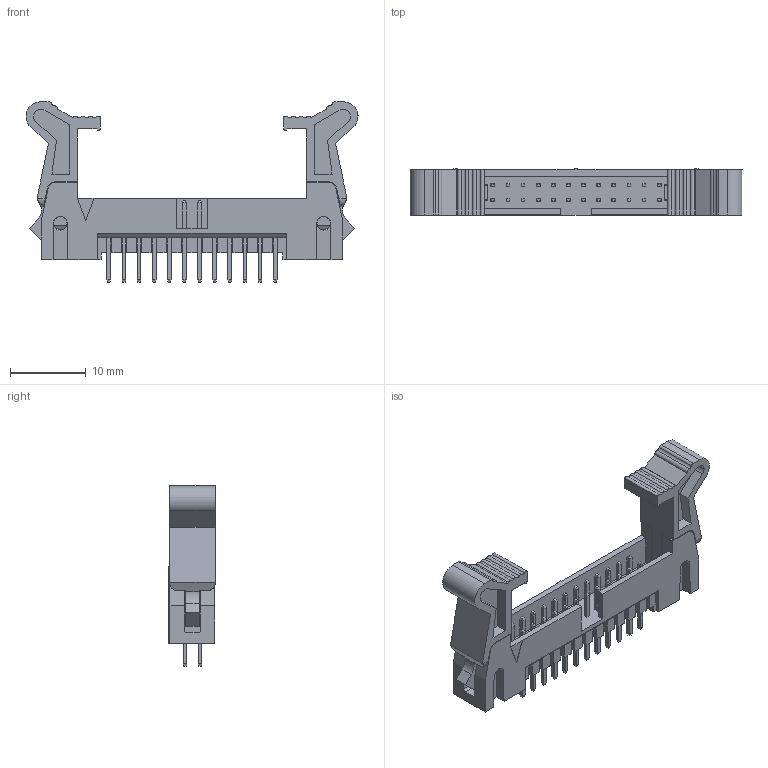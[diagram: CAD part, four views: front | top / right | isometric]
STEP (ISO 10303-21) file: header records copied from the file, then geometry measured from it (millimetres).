
FILE_DESCRIPTION( ('This file contains a STEP AP42 implementation' ,'as created by ZW3D STEP Interface translator.') ,'2;1' );
FILE_NAME( '3220-XXSXXBLX1.stp' ,'231127.151126', (''), ('ZWCAD Software Co.'), 'Version 1.0', 'ZW3D to STEP translator', '' );
FILE_SCHEMA(('AUTOMOTIVE_DESIGN { 1 0 10303 214 1 1 1 1 }'));
Length unit declared in the file: millimetre
Products named in the file (2): 0; 3220-24SG0BLT1
Bounding box: 43.89 x 6.12 x 23.85 mm (x, y, z)
Volume: 1752.4 mm3; surface area: 3402.5 mm2
Topology: 1 solids, 1 shells, 1041 faces, 2700 edges, 1679 vertices
Faces by surface type: plane 881, cylinder 156, cone 4
Full cylindrical faces by diameter (mm): 1 x4, 1.75 x4
Entity records: 32241 total; most frequent: CARTESIAN_POINT 5761, ORIENTED_EDGE 5400, DIRECTION 4968, EDGE_CURVE 2700, VECTOR 2364, LINE 2364, VERTEX_POINT 1679, AXIS2_PLACEMENT_3D 1302
